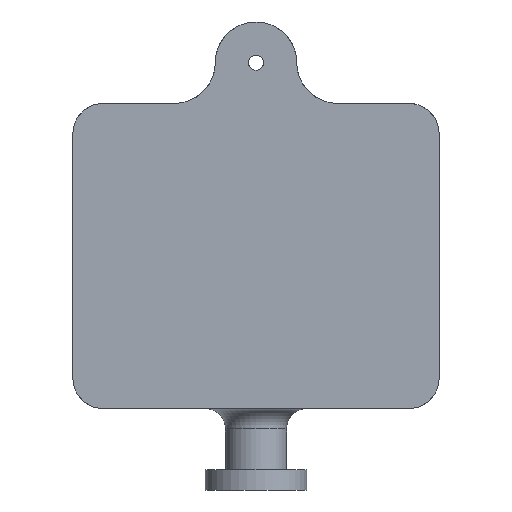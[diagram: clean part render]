
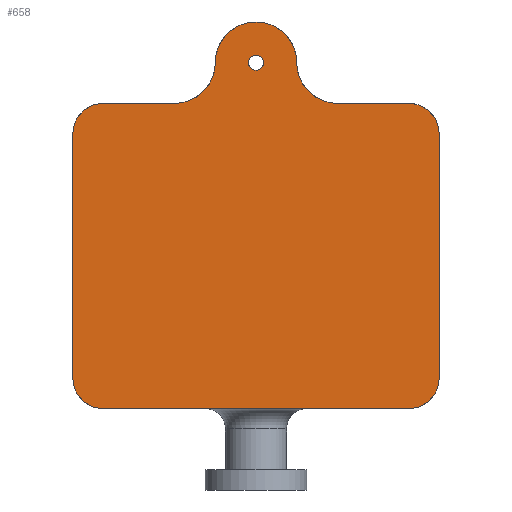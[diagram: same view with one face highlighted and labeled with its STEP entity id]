
A CAD part, left-side view. The second image highlights one B-rep face of the part: STEP entity #658.
In plain terms, the highlighted planar face has unit normal (-1, 0, 0).
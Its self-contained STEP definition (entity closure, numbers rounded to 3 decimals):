
#36=FACE_BOUND('',#241,.T.);
#50=PLANE('',#746);
#61=LINE('',#1005,#109);
#67=LINE('',#1029,#115);
#77=LINE('',#1048,#125);
#98=LINE('',#1152,#146);
#99=LINE('',#1156,#147);
#109=VECTOR('',#789,10.);
#115=VECTOR('',#813,10.);
#125=VECTOR('',#823,10.);
#146=VECTOR('',#940,10.);
#147=VECTOR('',#943,10.);
#198=FACE_OUTER_BOUND('',#240,.T.);
#240=EDGE_LOOP('',(#570,#571,#572,#573,#574,#575,#576,#577,#578,#579,#580,
#581));
#241=EDGE_LOOP('',(#582,#583));
#259=CIRCLE('',#697,2.);
#261=CIRCLE('',#704,2.);
#266=CIRCLE('',#720,2.);
#267=CIRCLE('',#723,0.375);
#268=CIRCLE('',#724,0.375);
#275=CIRCLE('',#740,1.5);
#278=CIRCLE('',#745,1.5);
#279=CIRCLE('',#747,1.5);
#280=CIRCLE('',#748,1.5);
#291=VERTEX_POINT('',#995);
#295=VERTEX_POINT('',#1003);
#300=VERTEX_POINT('',#1018);
#301=VERTEX_POINT('',#1020);
#303=VERTEX_POINT('',#1026);
#304=VERTEX_POINT('',#1028);
#313=VERTEX_POINT('',#1046);
#317=VERTEX_POINT('',#1058);
#324=VERTEX_POINT('',#1088);
#325=VERTEX_POINT('',#1090);
#340=VERTEX_POINT('',#1134);
#342=VERTEX_POINT('',#1148);
#343=VERTEX_POINT('',#1153);
#344=VERTEX_POINT('',#1155);
#358=EDGE_CURVE('',#295,#291,#61,.T.);
#364=EDGE_CURVE('',#300,#301,#259,.T.);
#368=EDGE_CURVE('',#303,#304,#67,.T.);
#378=EDGE_CURVE('',#313,#300,#77,.T.);
#384=EDGE_CURVE('',#317,#303,#261,.T.);
#396=EDGE_CURVE('',#301,#317,#266,.T.);
#399=EDGE_CURVE('',#325,#324,#267,.T.);
#400=EDGE_CURVE('',#324,#325,#268,.T.);
#421=EDGE_CURVE('',#291,#340,#275,.T.);
#427=EDGE_CURVE('',#342,#313,#278,.T.);
#428=EDGE_CURVE('',#340,#342,#98,.T.);
#429=EDGE_CURVE('',#343,#295,#279,.T.);
#430=EDGE_CURVE('',#344,#343,#99,.T.);
#431=EDGE_CURVE('',#304,#344,#280,.T.);
#570=ORIENTED_EDGE('',*,*,#396,.F.);
#571=ORIENTED_EDGE('',*,*,#364,.F.);
#572=ORIENTED_EDGE('',*,*,#378,.F.);
#573=ORIENTED_EDGE('',*,*,#427,.F.);
#574=ORIENTED_EDGE('',*,*,#428,.F.);
#575=ORIENTED_EDGE('',*,*,#421,.F.);
#576=ORIENTED_EDGE('',*,*,#358,.F.);
#577=ORIENTED_EDGE('',*,*,#429,.F.);
#578=ORIENTED_EDGE('',*,*,#430,.F.);
#579=ORIENTED_EDGE('',*,*,#431,.F.);
#580=ORIENTED_EDGE('',*,*,#368,.F.);
#581=ORIENTED_EDGE('',*,*,#384,.F.);
#582=ORIENTED_EDGE('',*,*,#399,.T.);
#583=ORIENTED_EDGE('',*,*,#400,.T.);
#658=ADVANCED_FACE('',(#198,#36),#50,.F.);
#697=AXIS2_PLACEMENT_3D('',#1021,#806,#807);
#704=AXIS2_PLACEMENT_3D('',#1060,#836,#837);
#720=AXIS2_PLACEMENT_3D('',#1084,#870,#871);
#723=AXIS2_PLACEMENT_3D('',#1091,#878,#879);
#724=AXIS2_PLACEMENT_3D('',#1092,#880,#881);
#740=AXIS2_PLACEMENT_3D('',#1135,#924,#925);
#745=AXIS2_PLACEMENT_3D('',#1150,#936,#937);
#746=AXIS2_PLACEMENT_3D('',#1151,#938,#939);
#747=AXIS2_PLACEMENT_3D('',#1154,#941,#942);
#748=AXIS2_PLACEMENT_3D('',#1157,#944,#945);
#789=DIRECTION('',(0.,1.,0.));
#806=DIRECTION('center_axis',(-1.,0.,0.));
#807=DIRECTION('ref_axis',(0.,-0.707,-0.707));
#813=DIRECTION('',(0.,-1.,0.));
#823=DIRECTION('',(0.,-1.,0.));
#836=DIRECTION('center_axis',(-1.,0.,0.));
#837=DIRECTION('ref_axis',(0.,0.707,-0.707));
#870=DIRECTION('center_axis',(1.,0.,0.));
#871=DIRECTION('ref_axis',(0.,0.707,0.707));
#878=DIRECTION('center_axis',(1.,0.,0.));
#879=DIRECTION('ref_axis',(0.,0.,1.));
#880=DIRECTION('center_axis',(1.,0.,0.));
#881=DIRECTION('ref_axis',(0.,0.,1.));
#924=DIRECTION('center_axis',(1.,0.,0.));
#925=DIRECTION('ref_axis',(0.,0.707,-0.707));
#936=DIRECTION('center_axis',(1.,0.,0.));
#937=DIRECTION('ref_axis',(0.,0.707,0.707));
#938=DIRECTION('center_axis',(1.,0.,0.));
#939=DIRECTION('ref_axis',(0.,1.,0.));
#940=DIRECTION('',(0.,0.,1.));
#941=DIRECTION('center_axis',(1.,0.,0.));
#942=DIRECTION('ref_axis',(0.,-0.707,-0.707));
#943=DIRECTION('',(0.,0.,-1.));
#944=DIRECTION('center_axis',(1.,0.,0.));
#945=DIRECTION('ref_axis',(0.,-0.707,0.707));
#995=CARTESIAN_POINT('',(0.,16.5,0.));
#1003=CARTESIAN_POINT('',(0.,1.5,0.));
#1005=CARTESIAN_POINT('',(0.,0.,0.));
#1018=CARTESIAN_POINT('',(0.,13.,15.));
#1020=CARTESIAN_POINT('',(0.,11.,17.));
#1021=CARTESIAN_POINT('Origin',(0.,13.,17.));
#1026=CARTESIAN_POINT('',(0.,5.,15.));
#1028=CARTESIAN_POINT('',(0.,1.5,15.));
#1029=CARTESIAN_POINT('',(0.,18.,15.));
#1046=CARTESIAN_POINT('',(0.,16.5,15.));
#1048=CARTESIAN_POINT('',(0.,18.,15.));
#1058=CARTESIAN_POINT('',(0.,7.,17.));
#1060=CARTESIAN_POINT('Origin',(0.,5.,17.));
#1084=CARTESIAN_POINT('Origin',(0.,9.,17.));
#1088=CARTESIAN_POINT('',(0.,9.,16.625));
#1090=CARTESIAN_POINT('',(0.,9.,17.375));
#1091=CARTESIAN_POINT('Origin',(0.,9.,17.));
#1092=CARTESIAN_POINT('Origin',(0.,9.,17.));
#1134=CARTESIAN_POINT('',(0.,18.,1.5));
#1135=CARTESIAN_POINT('Origin',(0.,16.5,1.5));
#1148=CARTESIAN_POINT('',(0.,18.,13.5));
#1150=CARTESIAN_POINT('Origin',(0.,16.5,13.5));
#1151=CARTESIAN_POINT('Origin',(0.,9.,7.5));
#1152=CARTESIAN_POINT('',(0.,18.,0.));
#1153=CARTESIAN_POINT('',(0.,0.,1.5));
#1154=CARTESIAN_POINT('Origin',(0.,1.5,1.5));
#1155=CARTESIAN_POINT('',(0.,0.,13.5));
#1156=CARTESIAN_POINT('',(0.,0.,15.));
#1157=CARTESIAN_POINT('Origin',(0.,1.5,13.5));
